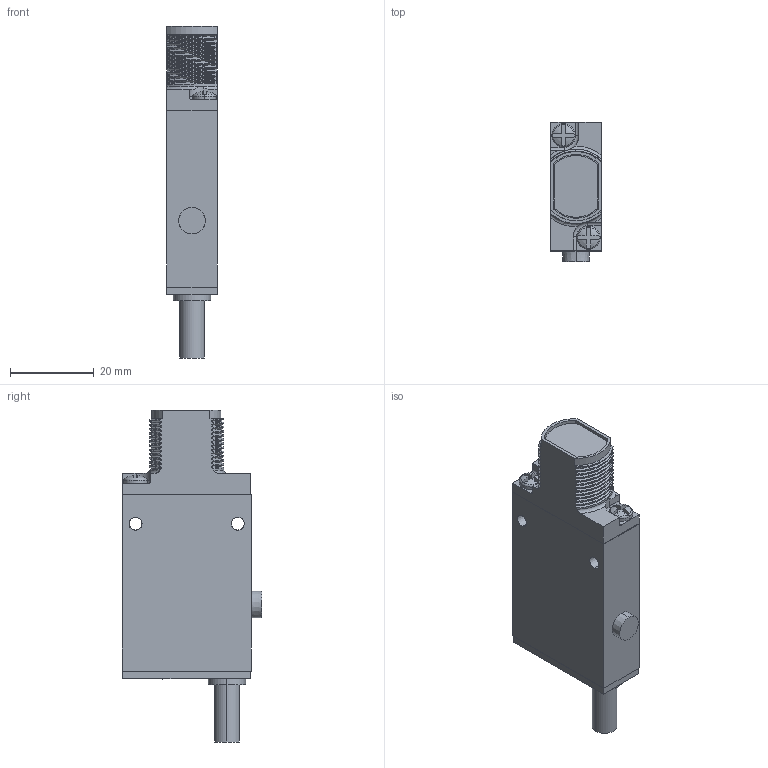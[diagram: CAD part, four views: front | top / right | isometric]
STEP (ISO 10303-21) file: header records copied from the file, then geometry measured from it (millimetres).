
FILE_DESCRIPTION((''),'2;1');
FILE_NAME('154463_SM01_ASM','2025-09-12T13:25:52',('banengservice'),('BANNER ENGINEERING'),'CREO PARAMETRIC BY PTC INC, 2022414','CREO PARAMETRIC BY PTC INC, 2022414','');
FILE_SCHEMA(('CONFIG_CONTROL_DESIGN'));
Products named in the file (3): 154463_EP01; 09460_WEB; 154463_SM01_ASM
Assembly tree (2 placements, depth 2):
  154463_SM01_ASM
    154463_EP01
    09460_WEB
Bounding box: 12.09 x 33.32 x 79.3 mm (x, y, z)
Volume: 21896.2 mm3; surface area: 7432.8 mm2
Topology: 2 solids, 2 shells, 247 faces, 663 edges, 432 vertices
Faces by surface type: bspline 80, cylinder 68, plane 67, cone 12, torus 10, sphere 10
Entity records: 12574 total; most frequent: CARTESIAN_POINT 6870, ORIENTED_EDGE 1322, DIRECTION 923, EDGE_CURVE 661, VERTEX_POINT 432, AXIS2_PLACEMENT_3D 324, VECTOR 275, LINE 275
